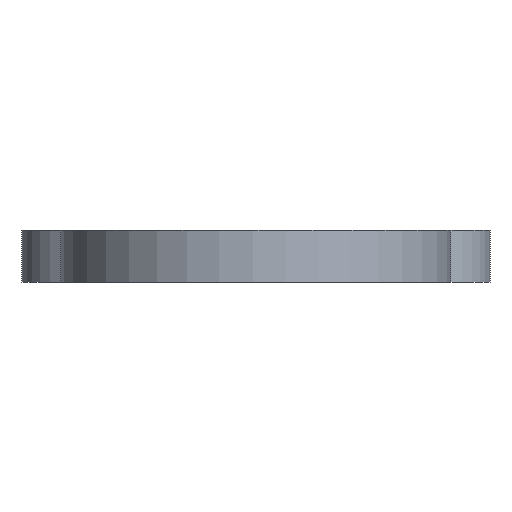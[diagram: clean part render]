
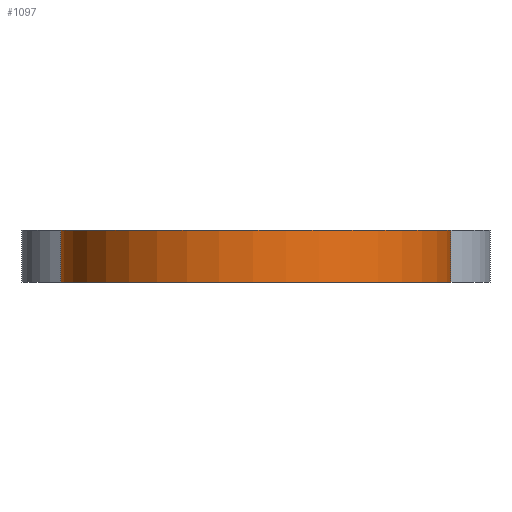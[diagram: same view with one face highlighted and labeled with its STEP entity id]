
A CAD part, front view. The second image highlights one B-rep face of the part: STEP entity #1097.
In plain terms, the highlighted cylindrical face has radius 7.5 mm (diameter 15 mm), a partial arc.
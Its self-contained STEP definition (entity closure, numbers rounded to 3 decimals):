
#73 = PLANE('',#74);
#74 = AXIS2_PLACEMENT_3D('',#75,#76,#77);
#75 = CARTESIAN_POINT('',(0.,0.,2.));
#76 = DIRECTION('',(0.,0.,1.));
#77 = DIRECTION('',(1.,0.,0.));
#128 = PLANE('',#129);
#129 = AXIS2_PLACEMENT_3D('',#130,#131,#132);
#130 = CARTESIAN_POINT('',(0.,0.,0.));
#131 = DIRECTION('',(-0.,-0.,-1.));
#132 = DIRECTION('',(-1.,0.,0.));
#777 = VERTEX_POINT('',#778);
#778 = CARTESIAN_POINT('',(5.05,-30.455,0.));
#797 = CYLINDRICAL_SURFACE('',#798,1.411);
#798 = AXIS2_PLACEMENT_3D('',#799,#800,#801);
#799 = CARTESIAN_POINT('',(6.,-29.411,0.));
#800 = DIRECTION('',(0.,0.,-1.));
#801 = DIRECTION('',(-1.,0.,0.));
#809 = EDGE_CURVE('',#810,#777,#812,.T.);
#810 = VERTEX_POINT('',#811);
#811 = CARTESIAN_POINT('',(-7.5,-36.,0.));
#812 = SURFACE_CURVE('',#813,(#818,#829),.PCURVE_S1.);
#813 = CIRCLE('',#814,7.5);
#814 = AXIS2_PLACEMENT_3D('',#815,#816,#817);
#815 = CARTESIAN_POINT('',(0.,-36.,0.));
#816 = DIRECTION('',(0.,0.,1.));
#817 = DIRECTION('',(-1.,0.,0.));
#818 = PCURVE('',#128,#819);
#819 = DEFINITIONAL_REPRESENTATION('',(#820),#828);
#820 = ( BOUNDED_CURVE() B_SPLINE_CURVE(2,(#821,#822,#823,#824,#825,#826
,#827),.UNSPECIFIED.,.T.,.F.) B_SPLINE_CURVE_WITH_KNOTS((1,2,2,2,2,1),(
    -2.094,0.,2.094,4.189,6.283,
8.378),.UNSPECIFIED.) CURVE() GEOMETRIC_REPRESENTATION_ITEM() 
RATIONAL_B_SPLINE_CURVE((1.,0.5,1.,0.5,1.,0.5,1.)) REPRESENTATION_ITEM(
  '') );
#821 = CARTESIAN_POINT('',(7.5,-36.));
#822 = CARTESIAN_POINT('',(7.5,-48.99));
#823 = CARTESIAN_POINT('',(-3.75,-42.495));
#824 = CARTESIAN_POINT('',(-15.,-36.));
#825 = CARTESIAN_POINT('',(-3.75,-29.505));
#826 = CARTESIAN_POINT('',(7.5,-23.01));
#827 = CARTESIAN_POINT('',(7.5,-36.));
#828 = ( GEOMETRIC_REPRESENTATION_CONTEXT(2) 
PARAMETRIC_REPRESENTATION_CONTEXT() REPRESENTATION_CONTEXT('2D SPACE',''
  ) );
#829 = PCURVE('',#830,#835);
#830 = CYLINDRICAL_SURFACE('',#831,7.5);
#831 = AXIS2_PLACEMENT_3D('',#832,#833,#834);
#832 = CARTESIAN_POINT('',(0.,-36.,0.));
#833 = DIRECTION('',(0.,0.,-1.));
#834 = DIRECTION('',(-1.,0.,0.));
#835 = DEFINITIONAL_REPRESENTATION('',(#836),#840);
#836 = LINE('',#837,#838);
#837 = CARTESIAN_POINT('',(-0.,0.));
#838 = VECTOR('',#839,1.);
#839 = DIRECTION('',(-1.,0.));
#840 = ( GEOMETRIC_REPRESENTATION_CONTEXT(2) 
PARAMETRIC_REPRESENTATION_CONTEXT() REPRESENTATION_CONTEXT('2D SPACE',''
  ) );
#863 = CYLINDRICAL_SURFACE('',#864,2.5);
#864 = AXIS2_PLACEMENT_3D('',#865,#866,#867);
#865 = CARTESIAN_POINT('',(-5.,-36.,0.));
#866 = DIRECTION('',(0.,0.,-1.));
#867 = DIRECTION('',(-1.,0.,0.));
#1053 = VERTEX_POINT('',#1054);
#1054 = CARTESIAN_POINT('',(-7.5,-36.,2.));
#1076 = EDGE_CURVE('',#810,#1053,#1077,.T.);
#1077 = SURFACE_CURVE('',#1078,(#1082,#1089),.PCURVE_S1.);
#1078 = LINE('',#1079,#1080);
#1079 = CARTESIAN_POINT('',(-7.5,-36.,0.));
#1080 = VECTOR('',#1081,1.);
#1081 = DIRECTION('',(0.,0.,1.));
#1082 = PCURVE('',#863,#1083);
#1083 = DEFINITIONAL_REPRESENTATION('',(#1084),#1088);
#1084 = LINE('',#1085,#1086);
#1085 = CARTESIAN_POINT('',(-6.283,0.));
#1086 = VECTOR('',#1087,1.);
#1087 = DIRECTION('',(-0.,-1.));
#1088 = ( GEOMETRIC_REPRESENTATION_CONTEXT(2) 
PARAMETRIC_REPRESENTATION_CONTEXT() REPRESENTATION_CONTEXT('2D SPACE',''
  ) );
#1089 = PCURVE('',#830,#1090);
#1090 = DEFINITIONAL_REPRESENTATION('',(#1091),#1095);
#1091 = LINE('',#1092,#1093);
#1092 = CARTESIAN_POINT('',(-0.,0.));
#1093 = VECTOR('',#1094,1.);
#1094 = DIRECTION('',(-0.,-1.));
#1095 = ( GEOMETRIC_REPRESENTATION_CONTEXT(2) 
PARAMETRIC_REPRESENTATION_CONTEXT() REPRESENTATION_CONTEXT('2D SPACE',''
  ) );
#1097 = ADVANCED_FACE('',(#1098),#830,.T.);
#1098 = FACE_BOUND('',#1099,.F.);
#1099 = EDGE_LOOP('',(#1100,#1101,#1125,#1146));
#1100 = ORIENTED_EDGE('',*,*,#1076,.T.);
#1101 = ORIENTED_EDGE('',*,*,#1102,.T.);
#1102 = EDGE_CURVE('',#1053,#1103,#1105,.T.);
#1103 = VERTEX_POINT('',#1104);
#1104 = CARTESIAN_POINT('',(5.05,-30.455,2.));
#1105 = SURFACE_CURVE('',#1106,(#1111,#1118),.PCURVE_S1.);
#1106 = CIRCLE('',#1107,7.5);
#1107 = AXIS2_PLACEMENT_3D('',#1108,#1109,#1110);
#1108 = CARTESIAN_POINT('',(0.,-36.,2.));
#1109 = DIRECTION('',(0.,0.,1.));
#1110 = DIRECTION('',(-1.,0.,0.));
#1111 = PCURVE('',#830,#1112);
#1112 = DEFINITIONAL_REPRESENTATION('',(#1113),#1117);
#1113 = LINE('',#1114,#1115);
#1114 = CARTESIAN_POINT('',(-0.,-2.));
#1115 = VECTOR('',#1116,1.);
#1116 = DIRECTION('',(-1.,0.));
#1117 = ( GEOMETRIC_REPRESENTATION_CONTEXT(2) 
PARAMETRIC_REPRESENTATION_CONTEXT() REPRESENTATION_CONTEXT('2D SPACE',''
  ) );
#1118 = PCURVE('',#73,#1119);
#1119 = DEFINITIONAL_REPRESENTATION('',(#1120),#1124);
#1120 = CIRCLE('',#1121,7.5);
#1121 = AXIS2_PLACEMENT_2D('',#1122,#1123);
#1122 = CARTESIAN_POINT('',(0.,-36.));
#1123 = DIRECTION('',(-1.,0.));
#1124 = ( GEOMETRIC_REPRESENTATION_CONTEXT(2) 
PARAMETRIC_REPRESENTATION_CONTEXT() REPRESENTATION_CONTEXT('2D SPACE',''
  ) );
#1125 = ORIENTED_EDGE('',*,*,#1126,.F.);
#1126 = EDGE_CURVE('',#777,#1103,#1127,.T.);
#1127 = SURFACE_CURVE('',#1128,(#1132,#1139),.PCURVE_S1.);
#1128 = LINE('',#1129,#1130);
#1129 = CARTESIAN_POINT('',(5.05,-30.455,0.));
#1130 = VECTOR('',#1131,1.);
#1131 = DIRECTION('',(0.,0.,1.));
#1132 = PCURVE('',#830,#1133);
#1133 = DEFINITIONAL_REPRESENTATION('',(#1134),#1138);
#1134 = LINE('',#1135,#1136);
#1135 = CARTESIAN_POINT('',(-3.974,0.));
#1136 = VECTOR('',#1137,1.);
#1137 = DIRECTION('',(-0.,-1.));
#1138 = ( GEOMETRIC_REPRESENTATION_CONTEXT(2) 
PARAMETRIC_REPRESENTATION_CONTEXT() REPRESENTATION_CONTEXT('2D SPACE',''
  ) );
#1139 = PCURVE('',#797,#1140);
#1140 = DEFINITIONAL_REPRESENTATION('',(#1141),#1145);
#1141 = LINE('',#1142,#1143);
#1142 = CARTESIAN_POINT('',(-7.115,0.));
#1143 = VECTOR('',#1144,1.);
#1144 = DIRECTION('',(-0.,-1.));
#1145 = ( GEOMETRIC_REPRESENTATION_CONTEXT(2) 
PARAMETRIC_REPRESENTATION_CONTEXT() REPRESENTATION_CONTEXT('2D SPACE',''
  ) );
#1146 = ORIENTED_EDGE('',*,*,#809,.F.);
